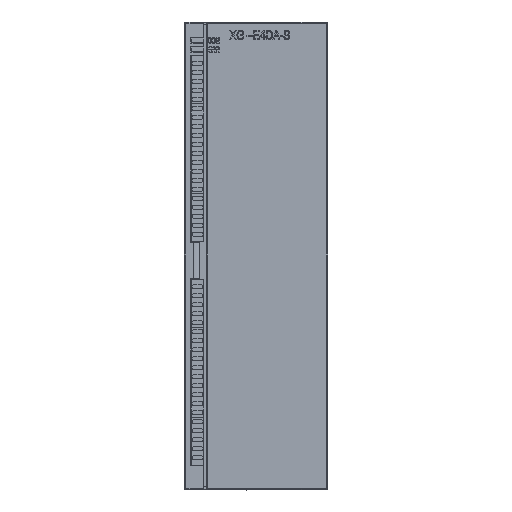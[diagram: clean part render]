
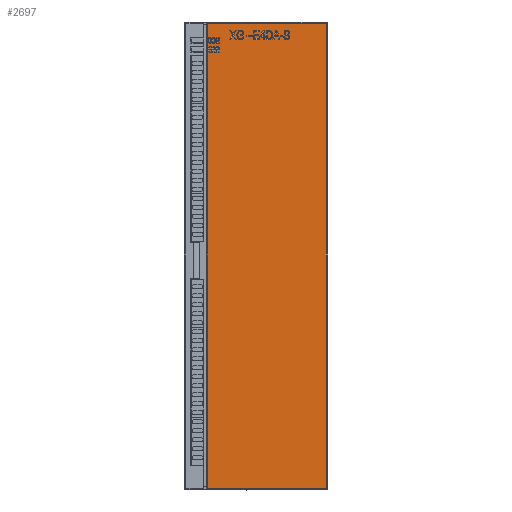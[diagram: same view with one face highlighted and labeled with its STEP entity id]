
A CAD part, front view. The second image highlights one B-rep face of the part: STEP entity #2697.
In plain terms, the highlighted free-form (B-spline) face has degree [1, 1] with [2, 2] control points.
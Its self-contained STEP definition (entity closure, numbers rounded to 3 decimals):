
#2697=ADVANCED_FACE('',(#3834),#18759,.T.);
#3834=FACE_OUTER_BOUND('',#5085,.T.);
#5085=EDGE_LOOP('',(#10937,#10938,#10939,#10940));
#10937=ORIENTED_EDGE('',*,*,#13601,.F.);
#10938=ORIENTED_EDGE('',*,*,#13583,.F.);
#10939=ORIENTED_EDGE('',*,*,#13591,.F.);
#10940=ORIENTED_EDGE('',*,*,#13569,.F.);
#13569=EDGE_CURVE('',#18473,#18474,#16478,.T.);
#13583=EDGE_CURVE('',#18482,#18481,#16487,.T.);
#13591=EDGE_CURVE('',#18474,#18482,#16492,.T.);
#13601=EDGE_CURVE('',#18481,#18473,#16500,.T.);
#16478=B_SPLINE_CURVE_WITH_KNOTS('',1,(#31073,#31074),.UNSPECIFIED.,.F.,
 .F.,(2,2),(0.,129.),.UNSPECIFIED.);
#16487=B_SPLINE_CURVE_WITH_KNOTS('',1,(#31124,#31125),.UNSPECIFIED.,.F.,
 .F.,(2,2),(0.,129.),.UNSPECIFIED.);
#16492=B_SPLINE_CURVE_WITH_KNOTS('',1,(#31147,#31148),.UNSPECIFIED.,.F.,
 .F.,(2,2),(0.,33.089),.UNSPECIFIED.);
#16500=B_SPLINE_CURVE_WITH_KNOTS('',1,(#31173,#31174),.UNSPECIFIED.,.F.,
 .F.,(2,2),(-33.089,0.),.UNSPECIFIED.);
#18473=VERTEX_POINT('',#25613);
#18474=VERTEX_POINT('',#25614);
#18481=VERTEX_POINT('',#25621);
#18482=VERTEX_POINT('',#25622);
#18759=B_SPLINE_SURFACE_WITH_KNOTS('',1,1,((#23966,#23967),(#23968,#23969)),
 .UNSPECIFIED.,.F.,.F.,.F.,(2,2),(2,2),(-3.918,37.007),
(-13.51,142.51),.UNSPECIFIED.);
#23966=CARTESIAN_POINT('',(48.523,111.84,-70.083));
#23967=CARTESIAN_POINT('',(48.523,111.84,85.936));
#23968=CARTESIAN_POINT('',(89.448,111.84,-70.083));
#23969=CARTESIAN_POINT('',(89.448,111.84,85.936));
#25613=CARTESIAN_POINT('',(52.441,111.84,-56.574));
#25614=CARTESIAN_POINT('',(52.441,111.84,72.426));
#25621=CARTESIAN_POINT('',(85.53,111.84,-56.574));
#25622=CARTESIAN_POINT('',(85.53,111.84,72.426));
#31073=CARTESIAN_POINT('',(52.441,111.84,-56.574));
#31074=CARTESIAN_POINT('',(52.441,111.84,72.426));
#31124=CARTESIAN_POINT('',(85.53,111.84,72.426));
#31125=CARTESIAN_POINT('',(85.53,111.84,-56.574));
#31147=CARTESIAN_POINT('',(52.441,111.84,72.426));
#31148=CARTESIAN_POINT('',(85.53,111.84,72.426));
#31173=CARTESIAN_POINT('',(85.53,111.84,-56.574));
#31174=CARTESIAN_POINT('',(52.441,111.84,-56.574));
